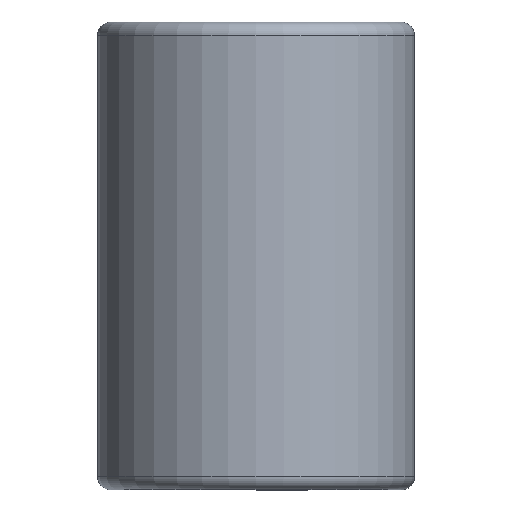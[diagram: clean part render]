
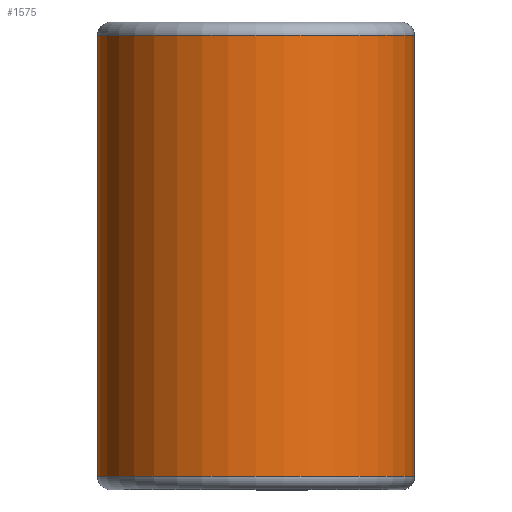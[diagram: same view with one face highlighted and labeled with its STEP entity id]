
A CAD part, top view. The second image highlights one B-rep face of the part: STEP entity #1575.
In plain terms, the highlighted cylindrical face has radius 9.157 mm (diameter 18.313 mm), a partial arc.
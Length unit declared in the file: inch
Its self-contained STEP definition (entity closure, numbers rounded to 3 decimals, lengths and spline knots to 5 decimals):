
#120 = EDGE_CURVE ( 'NONE', #1037, #2467, #233, .T. ) ;
#134 = ORIENTED_EDGE ( 'NONE', *, *, #120, .F. ) ;
#161 = EDGE_CURVE ( 'NONE', #1414, #1101, #1202, .T. ) ;
#233 = LINE ( 'NONE', #614, #501 ) ;
#259 = ORIENTED_EDGE ( 'NONE', *, *, #414, .F. ) ;
#414 = EDGE_CURVE ( 'NONE', #1414, #1037, #1234, .T. ) ;
#423 = CARTESIAN_POINT ( 'NONE',  ( 0.3605, -0.50125, 0. ) ) ;
#480 = DIRECTION ( 'NONE',  ( 0., 0., -1. ) ) ;
#501 = VECTOR ( 'NONE', #2198, 39.37008 ) ;
#562 = CARTESIAN_POINT ( 'NONE',  ( 0., 0.50125, 0. ) ) ;
#614 = CARTESIAN_POINT ( 'NONE',  ( 0., 0.50125, -0.3605 ) ) ;
#656 = CARTESIAN_POINT ( 'NONE',  ( 0., 0.5, 0. ) ) ;
#678 = VECTOR ( 'NONE', #2111, 39.37008 ) ;
#760 = DIRECTION ( 'NONE',  ( 0., 0., -1. ) ) ;
#860 = FACE_OUTER_BOUND ( 'NONE', #1818, .T. ) ;
#891 = CARTESIAN_POINT ( 'NONE',  ( 0., -0.50125, 0. ) ) ;
#969 = CIRCLE ( 'NONE', #2287, 0.3605 ) ;
#1037 = VERTEX_POINT ( 'NONE', #1573 ) ;
#1101 = VERTEX_POINT ( 'NONE', #1411 ) ;
#1141 = CYLINDRICAL_SURFACE ( 'NONE', #1340, 0.3605 ) ;
#1202 = LINE ( 'NONE', #1833, #678 ) ;
#1234 = CIRCLE ( 'NONE', #2411, 0.3605 ) ;
#1274 = ORIENTED_EDGE ( 'NONE', *, *, #161, .T. ) ;
#1279 = DIRECTION ( 'NONE',  ( 0., -1., 0. ) ) ;
#1287 = DIRECTION ( 'NONE',  ( 0., 0., -1. ) ) ;
#1340 = AXIS2_PLACEMENT_3D ( 'NONE', #656, #2005, #480 ) ;
#1411 = CARTESIAN_POINT ( 'NONE',  ( 0.3605, 0.50125, 0. ) ) ;
#1414 = VERTEX_POINT ( 'NONE', #423 ) ;
#1573 = CARTESIAN_POINT ( 'NONE',  ( 0., -0.50125, -0.3605 ) ) ;
#1575 = ADVANCED_FACE ( 'NONE', ( #860 ), #1141, .T. ) ;
#1734 = CARTESIAN_POINT ( 'NONE',  ( 0., 0.50125, -0.3605 ) ) ;
#1818 = EDGE_LOOP ( 'NONE', ( #1274, #2464, #134, #259 ) ) ;
#1833 = CARTESIAN_POINT ( 'NONE',  ( 0.3605, 0.50125, 0. ) ) ;
#1906 = DIRECTION ( 'NONE',  ( 0., -1., 0. ) ) ;
#2005 = DIRECTION ( 'NONE',  ( 0., -1., 0. ) ) ;
#2111 = DIRECTION ( 'NONE',  ( 0., 1., 0. ) ) ;
#2198 = DIRECTION ( 'NONE',  ( 0., 1., 0. ) ) ;
#2287 = AXIS2_PLACEMENT_3D ( 'NONE', #562, #1906, #760 ) ;
#2393 = EDGE_CURVE ( 'NONE', #1101, #2467, #969, .T. ) ;
#2411 = AXIS2_PLACEMENT_3D ( 'NONE', #891, #1279, #1287 ) ;
#2464 = ORIENTED_EDGE ( 'NONE', *, *, #2393, .T. ) ;
#2467 = VERTEX_POINT ( 'NONE', #1734 ) ;
